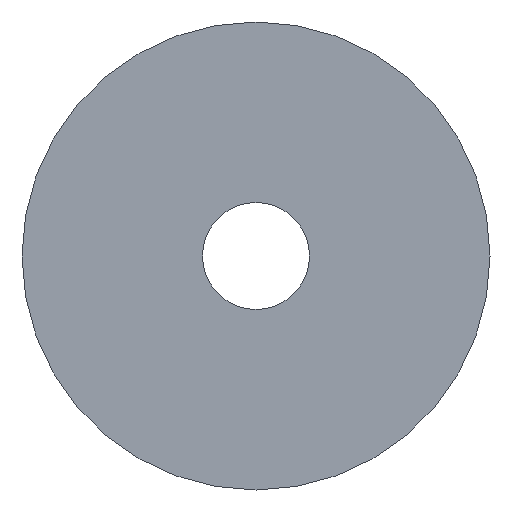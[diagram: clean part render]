
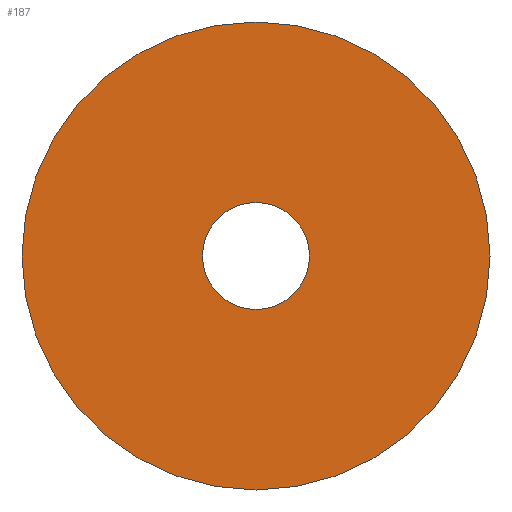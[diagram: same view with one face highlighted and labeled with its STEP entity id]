
A CAD part, front view. The second image highlights one B-rep face of the part: STEP entity #187.
In plain terms, the highlighted planar face has unit normal (0, -1, 0).
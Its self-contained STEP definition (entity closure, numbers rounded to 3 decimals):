
#4 = DIRECTION ( 'NONE',  ( 0., 1., 0. ) ) ;
#30 = CARTESIAN_POINT ( 'NONE',  ( 0., 0., 0. ) ) ;
#39 = ORIENTED_EDGE ( 'NONE', *, *, #198, .T. ) ;
#41 = ORIENTED_EDGE ( 'NONE', *, *, #347, .T. ) ;
#47 = CARTESIAN_POINT ( 'NONE',  ( 0., 0., 17.5 ) ) ;
#60 = ORIENTED_EDGE ( 'NONE', *, *, #73, .T. ) ;
#61 = CIRCLE ( 'NONE', #321, 4. ) ;
#64 = VERTEX_POINT ( 'NONE', #47 ) ;
#67 = DIRECTION ( 'NONE',  ( 0., -1., 0. ) ) ;
#73 = EDGE_CURVE ( 'NONE', #276, #169, #61, .T. ) ;
#111 = VERTEX_POINT ( 'NONE', #226 ) ;
#126 = CIRCLE ( 'NONE', #269, 17.5 ) ;
#127 = DIRECTION ( 'NONE',  ( 0., 1., 0. ) ) ;
#149 = DIRECTION ( 'NONE',  ( 0., 0., -1. ) ) ;
#154 = CARTESIAN_POINT ( 'NONE',  ( 0., 0., 4. ) ) ;
#164 = PLANE ( 'NONE',  #358 ) ;
#169 = VERTEX_POINT ( 'NONE', #228 ) ;
#184 = CIRCLE ( 'NONE', #252, 4. ) ;
#187 = ADVANCED_FACE ( 'NONE', ( #334, #304 ), #164, .T. ) ;
#188 = CIRCLE ( 'NONE', #241, 17.5 ) ;
#198 = EDGE_CURVE ( 'NONE', #169, #276, #184, .T. ) ;
#199 = CARTESIAN_POINT ( 'NONE',  ( 0., 0., 0. ) ) ;
#202 = DIRECTION ( 'NONE',  ( 0., -1., 0. ) ) ;
#226 = CARTESIAN_POINT ( 'NONE',  ( 0., 0., -17.5 ) ) ;
#228 = CARTESIAN_POINT ( 'NONE',  ( 0., 0., -4. ) ) ;
#232 = ORIENTED_EDGE ( 'NONE', *, *, #290, .T. ) ;
#241 = AXIS2_PLACEMENT_3D ( 'NONE', #199, #202, #312 ) ;
#249 = DIRECTION ( 'NONE',  ( 0., 0., 1. ) ) ;
#250 = DIRECTION ( 'NONE',  ( 0., 0., -1. ) ) ;
#252 = AXIS2_PLACEMENT_3D ( 'NONE', #30, #4, #249 ) ;
#269 = AXIS2_PLACEMENT_3D ( 'NONE', #318, #67, #149 ) ;
#274 = CARTESIAN_POINT ( 'NONE',  ( 0., 0., 0. ) ) ;
#275 = DIRECTION ( 'NONE',  ( 0., -1., 0. ) ) ;
#276 = VERTEX_POINT ( 'NONE', #154 ) ;
#290 = EDGE_CURVE ( 'NONE', #111, #64, #188, .T. ) ;
#294 = CARTESIAN_POINT ( 'NONE',  ( 0., 0., 0. ) ) ;
#304 = FACE_OUTER_BOUND ( 'NONE', #315, .T. ) ;
#312 = DIRECTION ( 'NONE',  ( 0., 0., -1. ) ) ;
#315 = EDGE_LOOP ( 'NONE', ( #232, #41 ) ) ;
#317 = EDGE_LOOP ( 'NONE', ( #60, #39 ) ) ;
#318 = CARTESIAN_POINT ( 'NONE',  ( 0., 0., 0. ) ) ;
#321 = AXIS2_PLACEMENT_3D ( 'NONE', #294, #127, #359 ) ;
#334 = FACE_BOUND ( 'NONE', #317, .T. ) ;
#347 = EDGE_CURVE ( 'NONE', #64, #111, #126, .T. ) ;
#358 = AXIS2_PLACEMENT_3D ( 'NONE', #274, #275, #250 ) ;
#359 = DIRECTION ( 'NONE',  ( 0., 0., 1. ) ) ;
